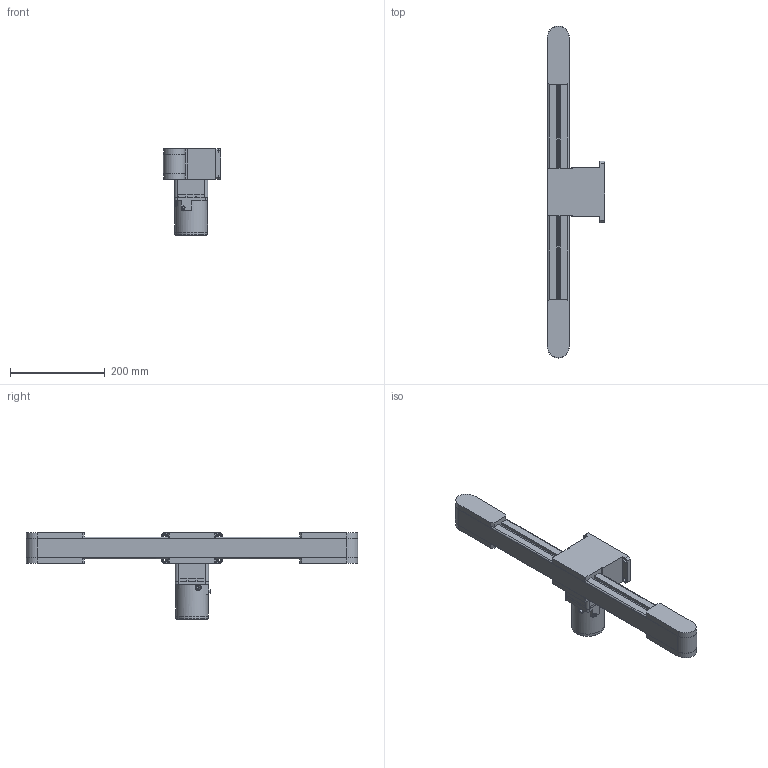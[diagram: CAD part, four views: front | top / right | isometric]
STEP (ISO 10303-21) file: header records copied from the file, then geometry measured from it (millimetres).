
FILE_DESCRIPTION(/* description */ (''),/* implementation_level */ '2;1');
FILE_NAME(/* name */ 'KFB-230VAC-KII-Mittenantrieb.stp',/* time_stamp */ '2017-03-10T11:36:46+01:00',/* author */ ('Felix Kuttruff'),/* organization */ (''),/* preprocessor_version */ 'ST-DEVELOPER v16.1',/* originating_system */ 'Autodesk Inventor 2016',/* authorisation */ '');
FILE_SCHEMA (('AUTOMOTIVE_DESIGN { 1 0 10303 214 3 1 1 }'));
Length unit declared in the file: millimetre
Products named in the file (1): KFB Mittenantrieb_Shrinkwrap_1
Bounding box: 120.8 x 700 x 183 mm (x, y, z)
Volume: 2596466.4 mm3; surface area: 252309.3 mm2
Topology: 1 solids, 6 shells, 347 faces, 901 edges, 597 vertices
Faces by surface type: plane 255, cylinder 89, sphere 1, cone 1, torus 1
Full cylindrical faces by diameter (mm): 2 x1, 5.5 x4, 6.4 x4, 6.5 x4, 7 x1, 8.5 x1, 10 x4, 26 x1, 31 x1, 34 x1, 60 x1, 64 x1, 68.5 x1, 69 x1
Entity records: 10813 total; most frequent: CARTESIAN_POINT 1840, DIRECTION 1749, ORIENTED_EDGE 1738, EDGE_CURVE 869, LINE 683, VECTOR 683, VERTEX_POINT 593, AXIS2_PLACEMENT_3D 533
